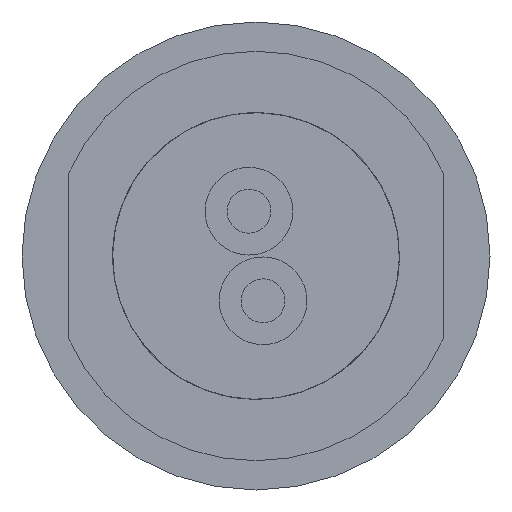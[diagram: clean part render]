
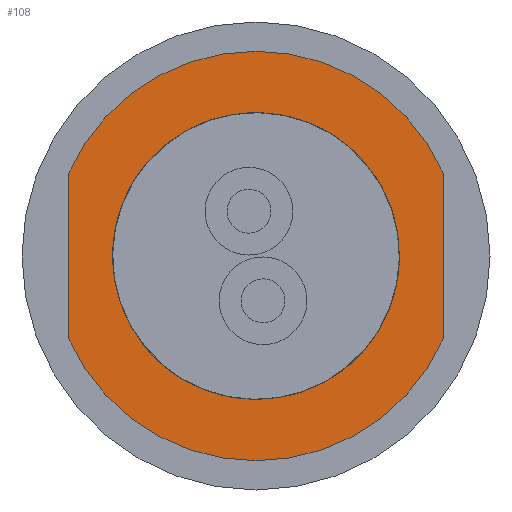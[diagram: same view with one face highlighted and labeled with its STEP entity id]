
A CAD part, front view. The second image highlights one B-rep face of the part: STEP entity #108.
In plain terms, the highlighted planar face has unit normal (0, -1, 0).
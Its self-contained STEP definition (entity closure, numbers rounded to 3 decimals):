
#12 = VECTOR ( 'NONE', #657, 1000. ) ;
#20 = AXIS2_PLACEMENT_3D ( 'NONE', #1282, #752, #1287 ) ;
#108 = ADVANCED_FACE ( 'NONE', ( #745 ), #973, .T. ) ;
#109 = DIRECTION ( 'NONE',  ( 0., 0., 1. ) ) ;
#132 = EDGE_CURVE ( 'NONE', #601, #789, #680, .T. ) ;
#134 = ORIENTED_EDGE ( 'NONE', *, *, #1295, .T. ) ;
#149 = AXIS2_PLACEMENT_3D ( 'NONE', #1093, #1191, #166 ) ;
#155 = ORIENTED_EDGE ( 'NONE', *, *, #199, .T. ) ;
#166 = DIRECTION ( 'NONE',  ( 0., 0., -1. ) ) ;
#184 = CARTESIAN_POINT ( 'NONE',  ( 3.2, 66.2, -1.418 ) ) ;
#192 = CARTESIAN_POINT ( 'NONE',  ( -3.2, 66.2, 1.418 ) ) ;
#199 = EDGE_CURVE ( 'NONE', #412, #463, #554, .T. ) ;
#241 = DIRECTION ( 'NONE',  ( 0., -1., 0. ) ) ;
#248 = CIRCLE ( 'NONE', #961, 3.5 ) ;
#318 = ORIENTED_EDGE ( 'NONE', *, *, #1075, .T. ) ;
#325 = ORIENTED_EDGE ( 'NONE', *, *, #132, .T. ) ;
#359 = DIRECTION ( 'NONE',  ( 0., 0., -1. ) ) ;
#412 = VERTEX_POINT ( 'NONE', #577 ) ;
#429 = AXIS2_PLACEMENT_3D ( 'NONE', #774, #241, #359 ) ;
#463 = VERTEX_POINT ( 'NONE', #1089 ) ;
#497 = VERTEX_POINT ( 'NONE', #184 ) ;
#554 = CIRCLE ( 'NONE', #149, 3.5 ) ;
#577 = CARTESIAN_POINT ( 'NONE',  ( -3.2, 66.2, -1.418 ) ) ;
#582 = ORIENTED_EDGE ( 'NONE', *, *, #758, .T. ) ;
#601 = VERTEX_POINT ( 'NONE', #846 ) ;
#625 = LINE ( 'NONE', #1020, #639 ) ;
#639 = VECTOR ( 'NONE', #109, 1000. ) ;
#657 = DIRECTION ( 'NONE',  ( 0., 0., -1. ) ) ;
#680 = CIRCLE ( 'NONE', #429, 3.5 ) ;
#684 = DIRECTION ( 'NONE',  ( 0., 0., -1. ) ) ;
#744 = CARTESIAN_POINT ( 'NONE',  ( -3.2, 66.2, 1.418 ) ) ;
#745 = FACE_OUTER_BOUND ( 'NONE', #746, .T. ) ;
#746 = EDGE_LOOP ( 'NONE', ( #318, #155, #582, #134, #325 ) ) ;
#752 = DIRECTION ( 'NONE',  ( 0., -1., 0. ) ) ;
#758 = EDGE_CURVE ( 'NONE', #463, #497, #248, .T. ) ;
#774 = CARTESIAN_POINT ( 'NONE',  ( 0., 66.2, 0. ) ) ;
#789 = VERTEX_POINT ( 'NONE', #192 ) ;
#846 = CARTESIAN_POINT ( 'NONE',  ( 3.2, 66.2, 1.418 ) ) ;
#961 = AXIS2_PLACEMENT_3D ( 'NONE', #1117, #984, #684 ) ;
#973 = PLANE ( 'NONE',  #20 ) ;
#984 = DIRECTION ( 'NONE',  ( 0., -1., 0. ) ) ;
#1020 = CARTESIAN_POINT ( 'NONE',  ( 3.2, 66.2, -1.418 ) ) ;
#1075 = EDGE_CURVE ( 'NONE', #789, #412, #1084, .T. ) ;
#1084 = LINE ( 'NONE', #744, #12 ) ;
#1089 = CARTESIAN_POINT ( 'NONE',  ( 0., 66.2, -3.5 ) ) ;
#1093 = CARTESIAN_POINT ( 'NONE',  ( 0., 66.2, 0. ) ) ;
#1117 = CARTESIAN_POINT ( 'NONE',  ( 0., 66.2, 0. ) ) ;
#1191 = DIRECTION ( 'NONE',  ( 0., -1., 0. ) ) ;
#1282 = CARTESIAN_POINT ( 'NONE',  ( 0., 66.2, 0. ) ) ;
#1287 = DIRECTION ( 'NONE',  ( 0., 0., -1. ) ) ;
#1295 = EDGE_CURVE ( 'NONE', #497, #601, #625, .T. ) ;
